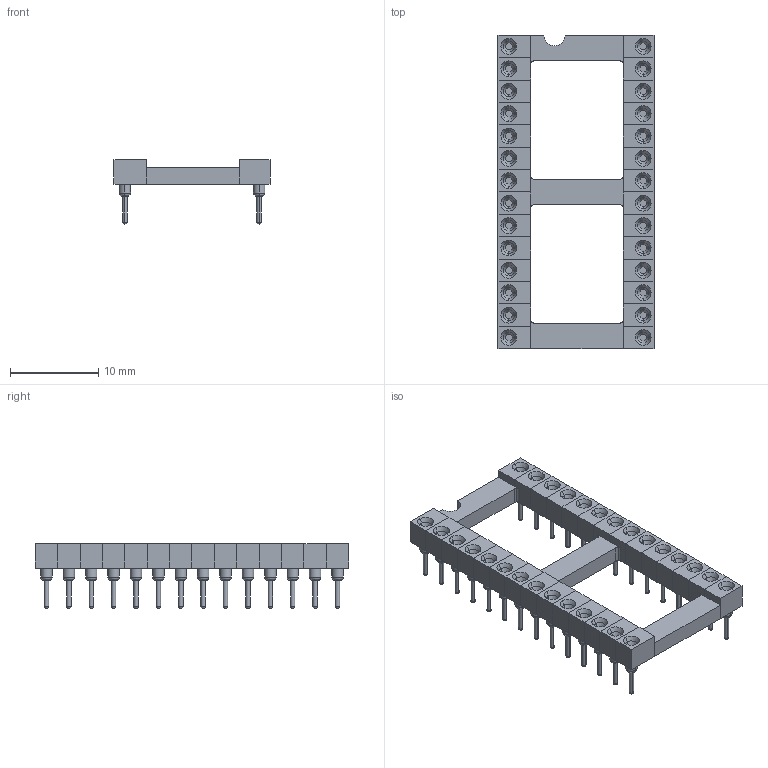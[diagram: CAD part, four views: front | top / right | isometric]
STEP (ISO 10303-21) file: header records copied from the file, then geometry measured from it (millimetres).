
FILE_DESCRIPTION((''),'2;1');
FILE_NAME('DIPS28-600.stp','2009-03-05T09:47:50',(''),(''),'Mechanical Desktop 2006','Mechanical Desktop 2006',', , ');
FILE_SCHEMA(('AUTOMOTIVE_DESIGN { 1 2 10303 214 0 1 1 1 }'));
Length unit declared in the file: millimetre
Products named in the file (1): Product
Bounding box: 17.7 x 35.56 x 7.37 mm (x, y, z)
Volume: 889.5 mm3; surface area: 2875.8 mm2
Topology: 115 solids, 115 shells, 849 faces, 1661 edges, 986 vertices
Faces by surface type: plane 327, cylinder 298, cone 112, bspline 56, sphere 56
Entity records: 23300 total; most frequent: CARTESIAN_POINT 5849, DIRECTION 3957, ORIENTED_EDGE 3154, AXIS2_PLACEMENT_3D 1586, EDGE_CURVE 1577, VERTEX_POINT 958, EDGE_LOOP 905, FACE_OUTER_BOUND 849
